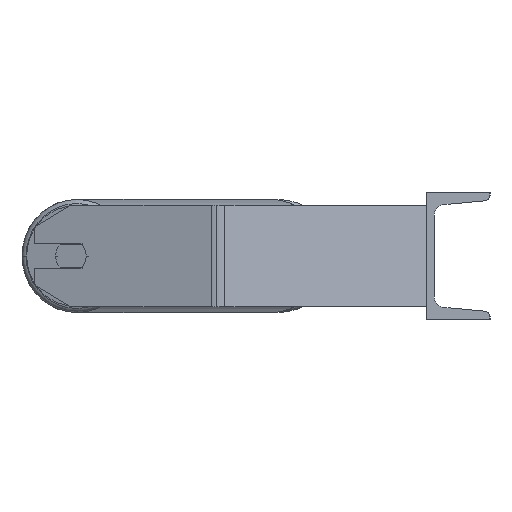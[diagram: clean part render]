
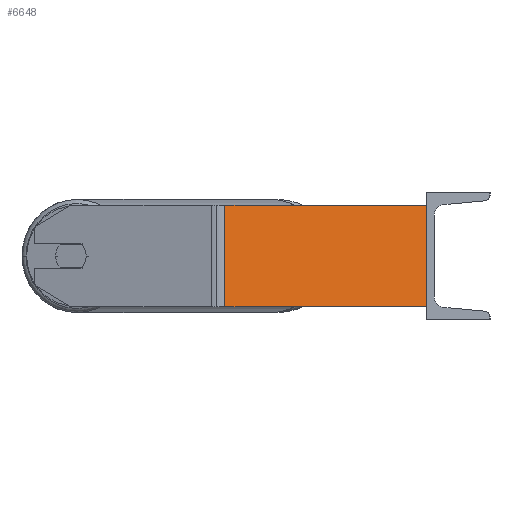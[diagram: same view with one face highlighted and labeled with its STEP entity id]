
A CAD part, left-side view. The second image highlights one B-rep face of the part: STEP entity #6648.
In plain terms, the highlighted planar face has unit normal (-0.906, -0.423, 0).
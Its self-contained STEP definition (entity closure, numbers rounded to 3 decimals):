
#382 = VERTEX_POINT ( 'NONE', #8836 ) ;
#633 = FACE_OUTER_BOUND ( 'NONE', #9067, .T. ) ;
#765 = VERTEX_POINT ( 'NONE', #3530 ) ;
#1495 = CARTESIAN_POINT ( 'NONE',  ( -959., 158.694, 40. ) ) ;
#1559 = ORIENTED_EDGE ( 'NONE', *, *, #6161, .F. ) ;
#2093 = ORIENTED_EDGE ( 'NONE', *, *, #7395, .T. ) ;
#2201 = DIRECTION ( 'NONE',  ( 0., 0., -1. ) ) ;
#2243 = LINE ( 'NONE', #6494, #6892 ) ;
#2413 = LINE ( 'NONE', #5069, #7822 ) ;
#2572 = CARTESIAN_POINT ( 'NONE',  ( -961.461, 163.971, -40. ) ) ;
#2745 = CARTESIAN_POINT ( 'NONE',  ( -961.461, 163.971, 40. ) ) ;
#3021 = ORIENTED_EDGE ( 'NONE', *, *, #7102, .F. ) ;
#3086 = VECTOR ( 'NONE', #3408, 1000. ) ;
#3408 = DIRECTION ( 'NONE',  ( 0.423, -0.906, 0. ) ) ;
#3530 = CARTESIAN_POINT ( 'NONE',  ( -885., 0., -40. ) ) ;
#3821 = VECTOR ( 'NONE', #5355, 1000. ) ;
#4071 = PLANE ( 'NONE',  #6902 ) ;
#4268 = DIRECTION ( 'NONE',  ( 0.906, 0.423, 0. ) ) ;
#5069 = CARTESIAN_POINT ( 'NONE',  ( -959., 158.694, 40. ) ) ;
#5355 = DIRECTION ( 'NONE',  ( 0.423, -0.906, 0. ) ) ;
#5357 = LINE ( 'NONE', #2572, #3086 ) ;
#5686 = DIRECTION ( 'NONE',  ( -0.423, 0.906, 0. ) ) ;
#6161 = EDGE_CURVE ( 'NONE', #382, #765, #2243, .T. ) ;
#6494 = CARTESIAN_POINT ( 'NONE',  ( -885., 0., 40. ) ) ;
#6648 = ADVANCED_FACE ( 'NONE', ( #633 ), #4071, .F. ) ;
#6892 = VECTOR ( 'NONE', #2201, 1000. ) ;
#6902 = AXIS2_PLACEMENT_3D ( 'NONE', #8390, #4268, #5686 ) ;
#7028 = CARTESIAN_POINT ( 'NONE',  ( -959., 158.694, -40. ) ) ;
#7102 = EDGE_CURVE ( 'NONE', #7297, #382, #9076, .T. ) ;
#7297 = VERTEX_POINT ( 'NONE', #1495 ) ;
#7395 = EDGE_CURVE ( 'NONE', #7297, #8428, #2413, .T. ) ;
#7822 = VECTOR ( 'NONE', #8655, 1000. ) ;
#8341 = EDGE_CURVE ( 'NONE', #8428, #765, #5357, .T. ) ;
#8390 = CARTESIAN_POINT ( 'NONE',  ( -961.461, 163.971, 40. ) ) ;
#8428 = VERTEX_POINT ( 'NONE', #7028 ) ;
#8655 = DIRECTION ( 'NONE',  ( 0., 0., -1. ) ) ;
#8836 = CARTESIAN_POINT ( 'NONE',  ( -885., 0., 40. ) ) ;
#8885 = ORIENTED_EDGE ( 'NONE', *, *, #8341, .T. ) ;
#9067 = EDGE_LOOP ( 'NONE', ( #8885, #1559, #3021, #2093 ) ) ;
#9076 = LINE ( 'NONE', #2745, #3821 ) ;
